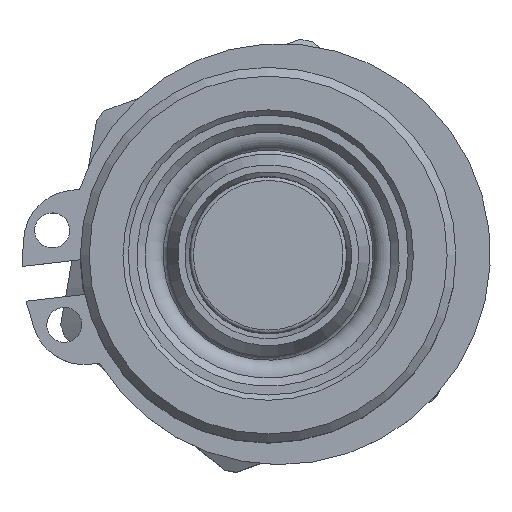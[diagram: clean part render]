
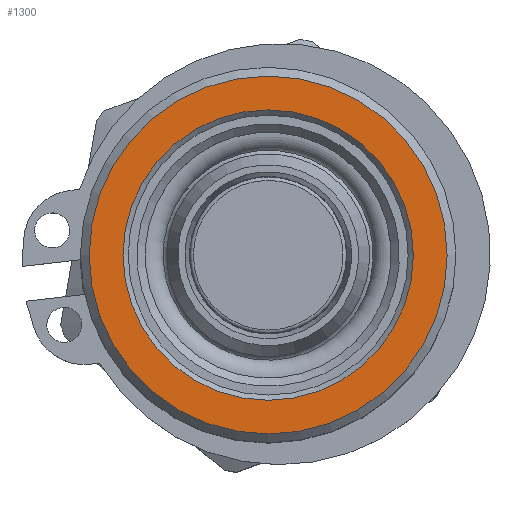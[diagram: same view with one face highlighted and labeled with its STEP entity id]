
A CAD part, top view. The second image highlights one B-rep face of the part: STEP entity #1300.
In plain terms, the highlighted planar face has unit normal (0, 0, 1).
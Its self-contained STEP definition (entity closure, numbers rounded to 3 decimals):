
#89=FACE_BOUND('',#410,.T.);
#324=FACE_OUTER_BOUND('',#409,.T.);
#409=EDGE_LOOP('',(#988));
#410=EDGE_LOOP('',(#989));
#499=CIRCLE('',#1423,10.23);
#502=CIRCLE('',#1428,8.3);
#615=VERTEX_POINT('',#2102);
#618=VERTEX_POINT('',#2112);
#749=EDGE_CURVE('',#615,#615,#499,.T.);
#754=EDGE_CURVE('',#618,#618,#502,.T.);
#988=ORIENTED_EDGE('',*,*,#749,.F.);
#989=ORIENTED_EDGE('',*,*,#754,.F.);
#1262=PLANE('',#1427);
#1300=ADVANCED_FACE('',(#324,#89),#1262,.T.);
#1423=AXIS2_PLACEMENT_3D('',#2103,#1679,#1680);
#1427=AXIS2_PLACEMENT_3D('',#2111,#1689,#1690);
#1428=AXIS2_PLACEMENT_3D('',#2113,#1691,#1692);
#1679=DIRECTION('center_axis',(0.,0.,-1.));
#1680=DIRECTION('ref_axis',(-1.,0.,0.));
#1689=DIRECTION('center_axis',(0.,0.,1.));
#1690=DIRECTION('ref_axis',(1.,0.,0.));
#1691=DIRECTION('center_axis',(0.,0.,1.));
#1692=DIRECTION('ref_axis',(-1.,0.,0.));
#2102=CARTESIAN_POINT('',(10.23,0.,25.6));
#2103=CARTESIAN_POINT('Origin',(0.,0.,25.6));
#2111=CARTESIAN_POINT('Origin',(0.,0.,
25.6));
#2112=CARTESIAN_POINT('',(8.3,0.,25.6));
#2113=CARTESIAN_POINT('Origin',(0.,0.,25.6));
